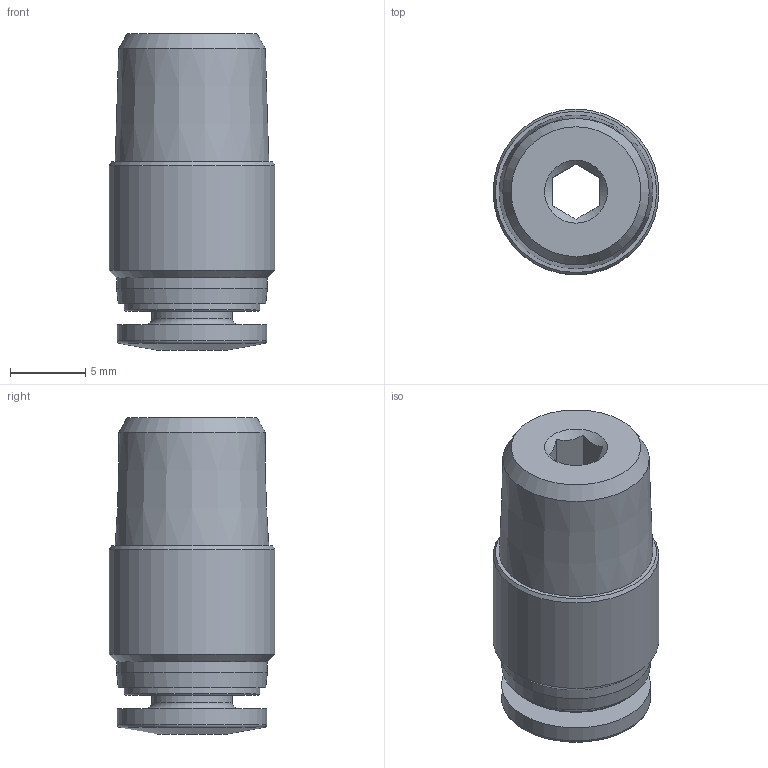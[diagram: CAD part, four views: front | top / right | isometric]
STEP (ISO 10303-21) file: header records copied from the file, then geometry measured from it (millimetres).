
FILE_DESCRIPTION(/* description */ ('STEP AP214'),/* implementation_level */ '2;1');
FILE_NAME(/* name */ '572317_QB-1_8-5_32-I-U',/* time_stamp */ '2024-09-14T01:28:08+02:00',/* author */ ('License CC BY-ND 4.0'),/* organization */ ('CADENAS'),/* preprocessor_version */ 'ST-DEVELOPER v19.3',/* originating_system */ 'PARTsolutions',/* authorisation */ ' ');
FILE_SCHEMA (('AUTOMOTIVE_DESIGN {1 0 10303 214 3 1 1}'));
Length unit declared in the file: millimetre
Products named in the file (1): 572317 QB-1/8-5/32-I-U
Bounding box: 11 x 11 x 21 mm (x, y, z)
Volume: 1438.6 mm3; surface area: 1138.6 mm2
Topology: 1 solids, 1 shells, 30 faces, 60 edges, 36 vertices
Faces by surface type: plane 12, cone 7, cylinder 6, torus 5
Full cylindrical faces by diameter (mm): 3.969 x1, 5.369 x1, 9 x1, 9.9 x1, 10 x1, 11 x1
Entity records: 922 total; most frequent: CARTESIAN_POINT 131, DIRECTION 120, ORIENTED_EDGE 82, EDGE_LOOP 54, FACE_BOUND 54, AXIS2_PLACEMENT_3D 54, EDGE_CURVE 41, VERTEX_POINT 35
